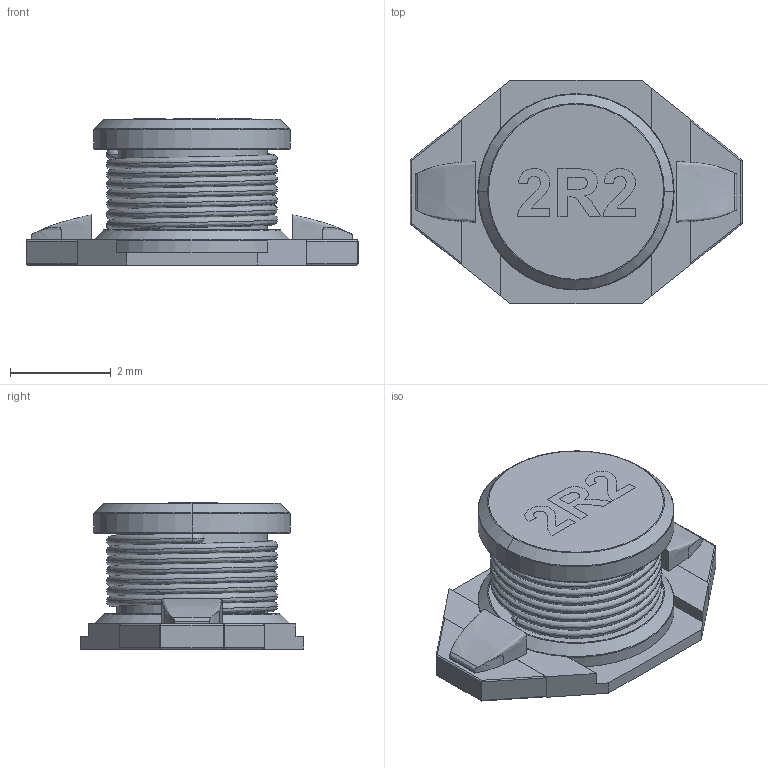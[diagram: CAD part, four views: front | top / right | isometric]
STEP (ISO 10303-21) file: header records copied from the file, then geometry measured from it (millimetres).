
FILE_DESCRIPTION (( 'STEP AP214' ), '1' );
FILE_NAME ('User Library-SDE6603_ws.STEP', '2019-07-04T09:46:15', ( '' ), ( '' ), 'SwSTEP 2.0', 'SolidWorks 2019', '' );
FILE_SCHEMA (( 'AUTOMOTIVE_DESIGN' ));
Length unit declared in the file: centimetre
Products named in the file (11): User Library-SDE6603_ws_COIL_BASE; User Library-SDE6603_ws_LOFT; User Library-SDE6603_ws_BODY_BOT; User Library-SDE6603_ws_LEADS; User Library-SDE6603_ws_VALUE; User Library-SDE6603_ws_COIL; User Library-SDE6603_ws_BODY_MID; User Library-SDE6603_ws_BODY_TOP; User Library-SDE6603_ws_BODY_BOT2; User Library-SDE6603_ws_COIL-END; User Library-SDE6603_ws
Assembly tree (12 placements, depth 3):
  User Library-SDE6603_ws
    User Library-SDE6603_ws_BODY_BOT2
    User Library-SDE6603_ws_BODY_MID
    User Library-SDE6603_ws_BODY_TOP
    User Library-SDE6603_ws_BODY_BOT
    User Library-SDE6603_ws_LEADS
    User Library-SDE6603_ws_COIL
      User Library-SDE6603_ws_COIL_BASE
      User Library-SDE6603_ws_COIL-END  x2
    User Library-SDE6603_ws_LOFT  x2
    User Library-SDE6603_ws_VALUE
Bounding box: 6.6 x 4.45 x 2.9 mm (x, y, z)
Volume: 34.4 mm3; surface area: 207.6 mm2
Topology: 14 solids, 14 shells, 189 faces, 457 edges, 288 vertices
Faces by surface type: bspline 80, plane 73, cylinder 32, cone 4
Entity records: 13634 total; most frequent: CARTESIAN_POINT 7611, ORIENTED_EDGE 840, DIRECTION 589, EDGE_CURVE 420, VERTEX_POINT 268, VECTOR 213, LINE 213, UNCERTAINTY_MEASURE_WITH_UNIT 208
